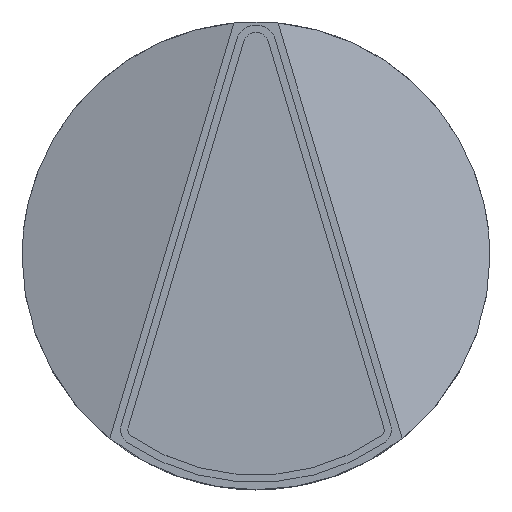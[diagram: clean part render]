
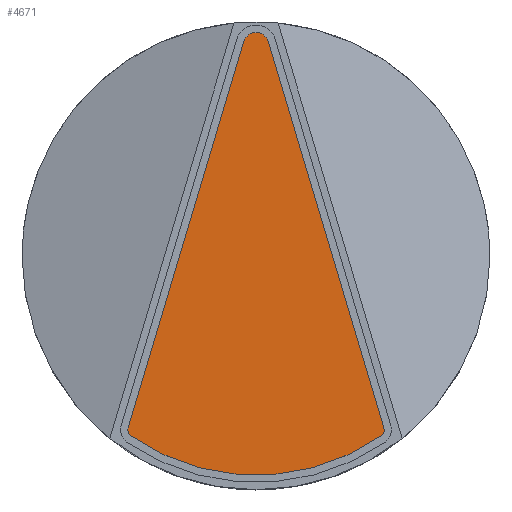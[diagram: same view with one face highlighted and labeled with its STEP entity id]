
A CAD part, top view. The second image highlights one B-rep face of the part: STEP entity #4671.
In plain terms, the highlighted planar face has unit normal (0, 0, 1).
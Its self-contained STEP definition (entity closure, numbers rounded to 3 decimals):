
#13 = DIRECTION ( 'NONE',  ( 0., 0., 1. ) ) ;
#192 = ORIENTED_EDGE ( 'NONE', *, *, #6546, .T. ) ;
#198 = CARTESIAN_POINT ( 'NONE',  ( 17.483, -23.545, 18.8 ) ) ;
#279 = VERTEX_POINT ( 'NONE', #4153 ) ;
#311 = DIRECTION ( 'NONE',  ( 1., 0., 0. ) ) ;
#680 = CIRCLE ( 'NONE', #2684, 30. ) ;
#688 = CARTESIAN_POINT ( 'NONE',  ( 0., 0., 18.8 ) ) ;
#716 = DIRECTION ( 'NONE',  ( 1., 0., 0. ) ) ;
#813 = CARTESIAN_POINT ( 'NONE',  ( 17.095, -24.653, 18.8 ) ) ;
#829 = VECTOR ( 'NONE', #6475, 1000. ) ;
#839 = LINE ( 'NONE', #3696, #1822 ) ;
#897 = DIRECTION ( 'NONE',  ( 0., 0., 1. ) ) ;
#940 = DIRECTION ( 'NONE',  ( 1., 0., 0. ) ) ;
#1436 = EDGE_CURVE ( 'NONE', #2616, #279, #1908, .T. ) ;
#1534 = DIRECTION ( 'NONE',  ( 1., 0., 0. ) ) ;
#1554 = DIRECTION ( 'NONE',  ( -1., 0., 0. ) ) ;
#1714 = AXIS2_PLACEMENT_3D ( 'NONE', #4750, #13, #1554 ) ;
#1767 = VERTEX_POINT ( 'NONE', #198 ) ;
#1822 = VECTOR ( 'NONE', #4051, 1000. ) ;
#1825 = ORIENTED_EDGE ( 'NONE', *, *, #1436, .T. ) ;
#1908 = CIRCLE ( 'NONE', #5763, 1. ) ;
#1977 = VERTEX_POINT ( 'NONE', #4634 ) ;
#2232 = LINE ( 'NONE', #2714, #829 ) ;
#2322 = DIRECTION ( 'NONE',  ( 0., 0., 1. ) ) ;
#2331 = PLANE ( 'NONE',  #6836 ) ;
#2616 = VERTEX_POINT ( 'NONE', #813 ) ;
#2684 = AXIS2_PLACEMENT_3D ( 'NONE', #5161, #897, #940 ) ;
#2714 = CARTESIAN_POINT ( 'NONE',  ( 17.483, -23.545, 18.8 ) ) ;
#2791 = ORIENTED_EDGE ( 'NONE', *, *, #6768, .T. ) ;
#2913 = ORIENTED_EDGE ( 'NONE', *, *, #4951, .T. ) ;
#2933 = DIRECTION ( 'NONE',  ( 0., 0., 1. ) ) ;
#2990 = EDGE_LOOP ( 'NONE', ( #2791, #3903, #4324, #192, #2913, #1825, #4623 ) ) ;
#3295 = DIRECTION ( 'NONE',  ( 1., 0., 0. ) ) ;
#3334 = EDGE_CURVE ( 'NONE', #279, #1767, #6369, .T. ) ;
#3339 = CARTESIAN_POINT ( 'NONE',  ( 0., 28.803, 18.8 ) ) ;
#3504 = CARTESIAN_POINT ( 'NONE',  ( 1.677, 29.304, 18.8 ) ) ;
#3696 = CARTESIAN_POINT ( 'NONE',  ( -17.483, -23.545, 18.8 ) ) ;
#3903 = ORIENTED_EDGE ( 'NONE', *, *, #5311, .T. ) ;
#3921 = CARTESIAN_POINT ( 'NONE',  ( -17.483, -23.545, 18.8 ) ) ;
#3958 = CARTESIAN_POINT ( 'NONE',  ( -17.095, -24.653, 18.8 ) ) ;
#4051 = DIRECTION ( 'NONE',  ( -0.287, -0.958, 0. ) ) ;
#4128 = DIRECTION ( 'NONE',  ( 0., 0., 1. ) ) ;
#4153 = CARTESIAN_POINT ( 'NONE',  ( 17.525, -23.831, 18.8 ) ) ;
#4324 = ORIENTED_EDGE ( 'NONE', *, *, #5801, .T. ) ;
#4340 = AXIS2_PLACEMENT_3D ( 'NONE', #6859, #4128, #1534 ) ;
#4386 = DIRECTION ( 'NONE',  ( 0., 0., 1. ) ) ;
#4623 = ORIENTED_EDGE ( 'NONE', *, *, #3334, .T. ) ;
#4634 = CARTESIAN_POINT ( 'NONE',  ( -1.677, 29.304, 18.8 ) ) ;
#4671 = ADVANCED_FACE ( 'NONE', ( #4906 ), #2331, .T. ) ;
#4736 = AXIS2_PLACEMENT_3D ( 'NONE', #3339, #2322, #716 ) ;
#4750 = CARTESIAN_POINT ( 'NONE',  ( -16.525, -23.831, 18.8 ) ) ;
#4906 = FACE_OUTER_BOUND ( 'NONE', #2990, .T. ) ;
#4951 = EDGE_CURVE ( 'NONE', #5331, #2616, #680, .T. ) ;
#5161 = CARTESIAN_POINT ( 'NONE',  ( 0., 0., 18.8 ) ) ;
#5311 = EDGE_CURVE ( 'NONE', #5858, #1977, #5486, .T. ) ;
#5331 = VERTEX_POINT ( 'NONE', #3958 ) ;
#5486 = CIRCLE ( 'NONE', #4736, 1.75 ) ;
#5763 = AXIS2_PLACEMENT_3D ( 'NONE', #6113, #2933, #311 ) ;
#5801 = EDGE_CURVE ( 'NONE', #1977, #6155, #839, .T. ) ;
#5858 = VERTEX_POINT ( 'NONE', #3504 ) ;
#6113 = CARTESIAN_POINT ( 'NONE',  ( 16.525, -23.831, 18.8 ) ) ;
#6136 = CIRCLE ( 'NONE', #1714, 1. ) ;
#6155 = VERTEX_POINT ( 'NONE', #3921 ) ;
#6369 = CIRCLE ( 'NONE', #4340, 1. ) ;
#6475 = DIRECTION ( 'NONE',  ( -0.287, 0.958, 0. ) ) ;
#6546 = EDGE_CURVE ( 'NONE', #6155, #5331, #6136, .T. ) ;
#6768 = EDGE_CURVE ( 'NONE', #1767, #5858, #2232, .T. ) ;
#6836 = AXIS2_PLACEMENT_3D ( 'NONE', #688, #4386, #3295 ) ;
#6859 = CARTESIAN_POINT ( 'NONE',  ( 16.525, -23.831, 18.8 ) ) ;
